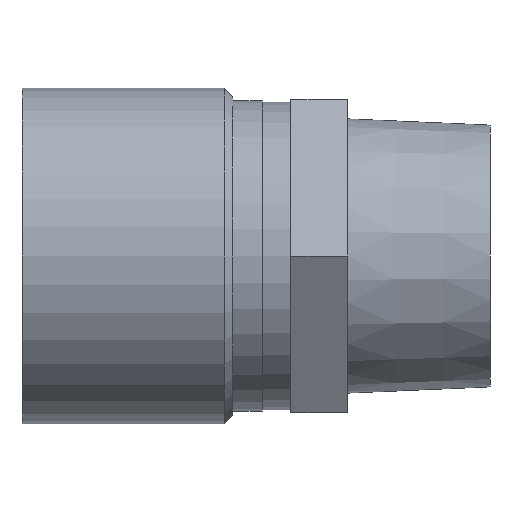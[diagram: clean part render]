
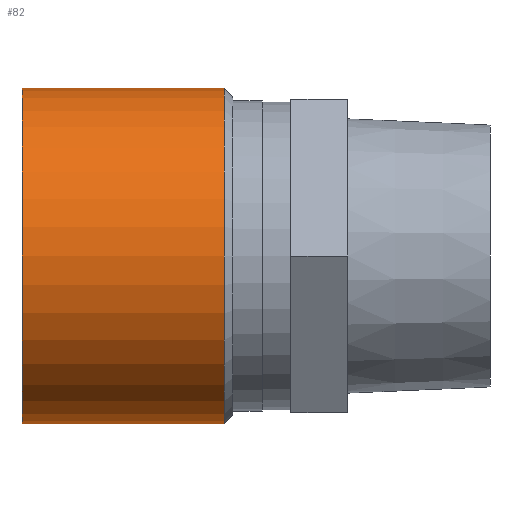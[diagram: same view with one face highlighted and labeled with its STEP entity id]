
A CAD part, left-side view. The second image highlights one B-rep face of the part: STEP entity #82.
In plain terms, the highlighted cylindrical face has radius 29.5 mm (diameter 59 mm), a full revolution.
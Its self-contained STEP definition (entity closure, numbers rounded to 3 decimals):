
#82 = ADVANCED_FACE( '', ( #176, #177 ), #178, .T. );
#176 = FACE_OUTER_BOUND( '', #271, .T. );
#177 = FACE_OUTER_BOUND( '', #272, .T. );
#178 = CYLINDRICAL_SURFACE( '', #273, 29.5 );
#271 = EDGE_LOOP( '', ( #422 ) );
#272 = EDGE_LOOP( '', ( #423 ) );
#273 = AXIS2_PLACEMENT_3D( '', #424, #425, #426 );
#422 = ORIENTED_EDGE( '', *, *, #485, .T. );
#423 = ORIENTED_EDGE( '', *, *, #488, .T. );
#424 = CARTESIAN_POINT( '', ( 0., 20.2, 0. ) );
#425 = DIRECTION( '', ( 0., -1., 0. ) );
#426 = DIRECTION( '', ( -1., 0., 0. ) );
#485 = EDGE_CURVE( '', #558, #558, #559, .F. );
#488 = EDGE_CURVE( '', #563, #563, #564, .T. );
#558 = VERTEX_POINT( '', #661 );
#559 = CIRCLE( '', #662, 29.5 );
#563 = VERTEX_POINT( '', #666 );
#564 = CIRCLE( '', #667, 29.5 );
#661 = CARTESIAN_POINT( '', ( 29.5, 21.7, 0. ) );
#662 = AXIS2_PLACEMENT_3D( '', #773, #774, #775 );
#666 = CARTESIAN_POINT( '', ( -29.5, 57.2, 0. ) );
#667 = AXIS2_PLACEMENT_3D( '', #779, #780, #781 );
#773 = CARTESIAN_POINT( '', ( 0., 21.7, 0. ) );
#774 = DIRECTION( '', ( 0., -1., 0. ) );
#775 = DIRECTION( '', ( 1., 0., 0. ) );
#779 = CARTESIAN_POINT( '', ( 0., 57.2, 0. ) );
#780 = DIRECTION( '', ( 0., -1., 0. ) );
#781 = DIRECTION( '', ( -1., 0., 0. ) );
